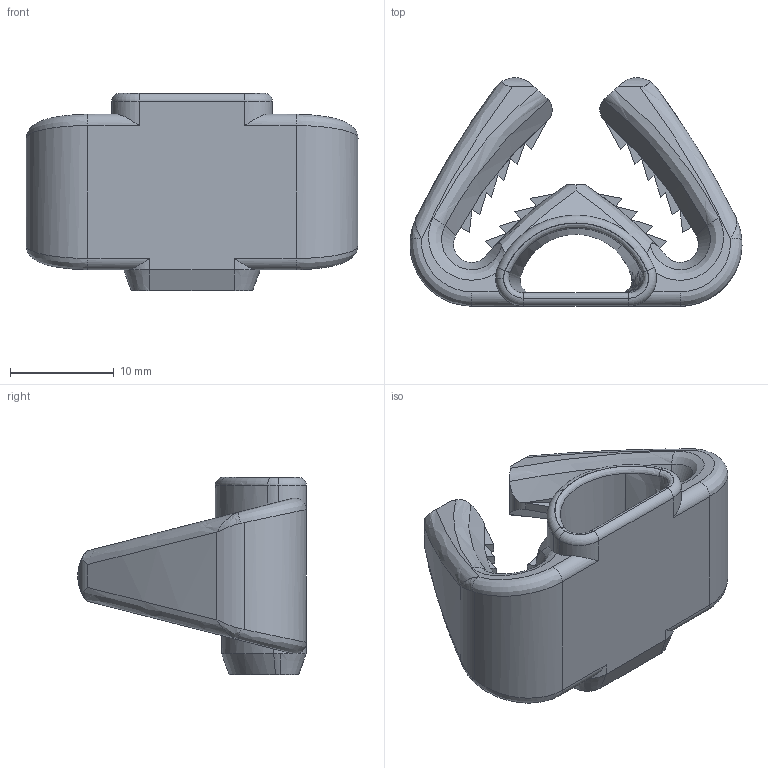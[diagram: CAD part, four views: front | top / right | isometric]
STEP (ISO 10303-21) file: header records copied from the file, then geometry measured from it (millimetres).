
FILE_DESCRIPTION (( 'STEP AP214' ), '1' );
FILE_NAME ('Òóðíèêåò, ñêîáà.STEP', '2023-05-12T11:18:36', ( '' ), ( '' ), 'SwSTEP 2.0', 'SolidWorks 2021', '' );
FILE_SCHEMA (( 'AUTOMOTIVE_DESIGN' ));
Length unit declared in the file: millimetre
Products named in the file (1): Òóðíèêåò, ñêîáà
Bounding box: 32 x 22.01 x 19 mm (x, y, z)
Volume: 3410.4 mm3; surface area: 2870.6 mm2
Topology: 3 solids, 3 shells, 157 faces, 420 edges, 265 vertices
Faces by surface type: plane 63, bspline 44, cylinder 42, cone 4, torus 4
Entity records: 8276 total; most frequent: CARTESIAN_POINT 4872, ORIENTED_EDGE 832, DIRECTION 509, EDGE_CURVE 416, VERTEX_POINT 265, VECTOR 181, LINE 181, AXIS2_PLACEMENT_3D 164
